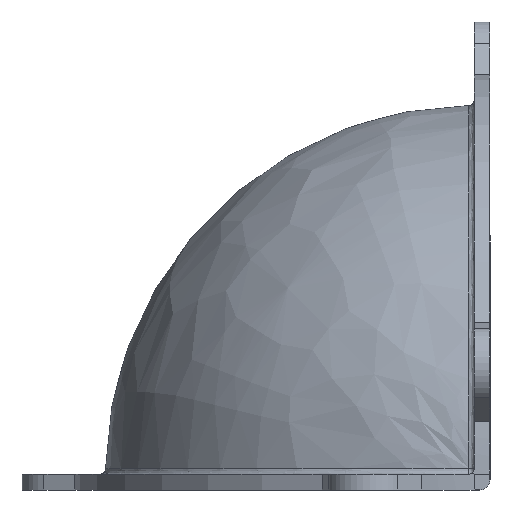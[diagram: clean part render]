
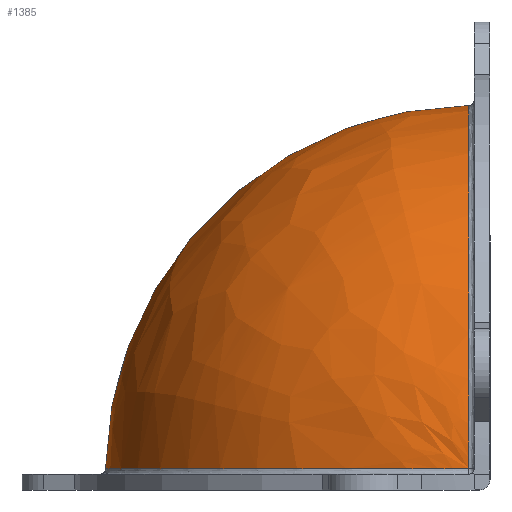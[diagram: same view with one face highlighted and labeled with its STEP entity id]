
A CAD part, left-side view. The second image highlights one B-rep face of the part: STEP entity #1385.
In plain terms, the highlighted free-form (B-spline) face has degree [2, 2] with [3, 3] control points.
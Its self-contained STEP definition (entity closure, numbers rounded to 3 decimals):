
#18=(
BOUNDED_SURFACE()
B_SPLINE_SURFACE(2,2,((#2676,#2677,#2678),(#2679,#2680,#2681),(#2682,#2683,
#2684)),.UNSPECIFIED.,.F.,.F.,.F.)
B_SPLINE_SURFACE_WITH_KNOTS((3,3),(3,3),(-1.546,0.),
(1.585,3.127),.UNSPECIFIED.)
GEOMETRIC_REPRESENTATION_ITEM()
RATIONAL_B_SPLINE_SURFACE(((1.,0.717,1.),(0.716,
0.513,0.716),(1.,0.717,1.)))
REPRESENTATION_ITEM('')
SURFACE()
);
#99=FACE_OUTER_BOUND('',#185,.T.);
#185=EDGE_LOOP('',(#1049,#1050,#1051));
#255=B_SPLINE_CURVE_WITH_KNOTS('',3,(#2463,#2464,#2465,#2466,#2467,#2468,
#2469),.UNSPECIFIED.,.F.,.F.,(4,1,1,1,4),(-11.019,-7.871,
-4.723,-1.574,0.),
 .UNSPECIFIED.);
#258=B_SPLINE_CURVE_WITH_KNOTS('',3,(#2524,#2525,#2526,#2527,#2528,#2529,
#2530),.UNSPECIFIED.,.F.,.F.,(4,1,1,1,4),(0.,1.574,4.723,
7.871,11.019),.UNSPECIFIED.);
#303=CIRCLE('',#1509,69.683);
#614=VERTEX_POINT('',#2421);
#616=VERTEX_POINT('',#2461);
#619=VERTEX_POINT('',#2522);
#760=EDGE_CURVE('',#616,#614,#255,.T.);
#765=EDGE_CURVE('',#619,#616,#258,.T.);
#775=EDGE_CURVE('',#614,#619,#303,.T.);
#1049=ORIENTED_EDGE('',*,*,#765,.F.);
#1050=ORIENTED_EDGE('',*,*,#775,.F.);
#1051=ORIENTED_EDGE('',*,*,#760,.F.);
#1385=ADVANCED_FACE('',(#99),#18,.F.);
#1509=AXIS2_PLACEMENT_3D('',#2603,#1749,#1750);
#1749=DIRECTION('center_axis',(1.,0.,0.));
#1750=DIRECTION('ref_axis',(0.,1.,0.));
#2421=CARTESIAN_POINT('',(-19.997,69.676,0.986));
#2461=CARTESIAN_POINT('',(-89.977,0.983,0.983));
#2463=CARTESIAN_POINT('Ctrl Pts',(-89.977,0.983,0.983));
#2464=CARTESIAN_POINT('Ctrl Pts',(-89.798,11.311,0.999));
#2465=CARTESIAN_POINT('Ctrl Pts',(-84.738,31.931,0.978));
#2466=CARTESIAN_POINT('Ctrl Pts',(-64.645,56.588,0.99));
#2467=CARTESIAN_POINT('Ctrl Pts',(-40.695,67.965,0.984));
#2468=CARTESIAN_POINT('Ctrl Pts',(-25.171,69.676,0.986));
#2469=CARTESIAN_POINT('Ctrl Pts',(-19.997,69.676,0.986));
#2522=CARTESIAN_POINT('',(-19.997,0.986,69.676));
#2524=CARTESIAN_POINT('Ctrl Pts',(-19.997,0.986,69.676));
#2525=CARTESIAN_POINT('Ctrl Pts',(-25.171,0.986,69.676));
#2526=CARTESIAN_POINT('Ctrl Pts',(-40.695,0.984,67.965));
#2527=CARTESIAN_POINT('Ctrl Pts',(-64.645,0.99,56.588));
#2528=CARTESIAN_POINT('Ctrl Pts',(-84.738,0.978,31.931));
#2529=CARTESIAN_POINT('Ctrl Pts',(-89.798,0.999,11.311));
#2530=CARTESIAN_POINT('Ctrl Pts',(-89.977,0.983,0.983));
#2603=CARTESIAN_POINT('Origin',(-19.997,0.,0.));
#2676=CARTESIAN_POINT('Ctrl Pts',(-89.977,1.39,0.02));
#2677=CARTESIAN_POINT('Ctrl Pts',(-89.977,1.371,1.371));
#2678=CARTESIAN_POINT('Ctrl Pts',(-89.977,0.02,1.39));
#2679=CARTESIAN_POINT('Ctrl Pts',(-88.311,69.676,0.986));
#2680=CARTESIAN_POINT('Ctrl Pts',(-88.311,68.718,68.718));
#2681=CARTESIAN_POINT('Ctrl Pts',(-88.311,0.986,69.676));
#2682=CARTESIAN_POINT('Ctrl Pts',(-19.997,69.676,0.986));
#2683=CARTESIAN_POINT('Ctrl Pts',(-19.997,68.718,68.718));
#2684=CARTESIAN_POINT('Ctrl Pts',(-19.997,0.986,69.676));
